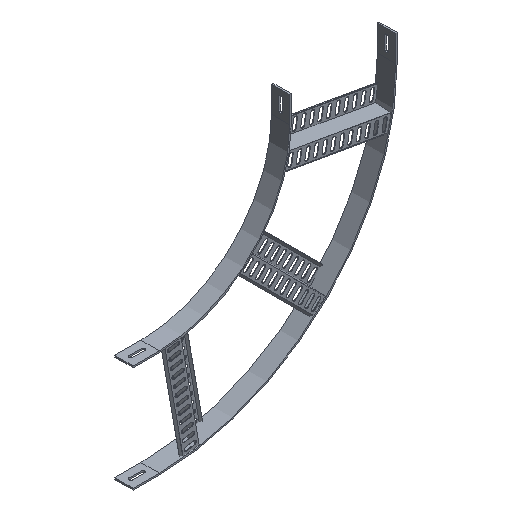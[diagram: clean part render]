
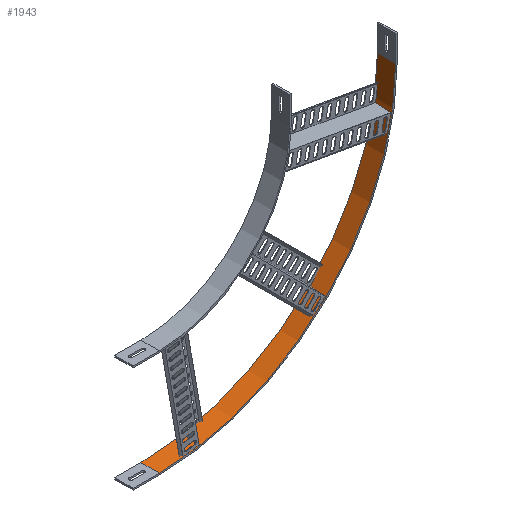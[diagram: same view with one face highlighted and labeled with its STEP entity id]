
A CAD part, isometric view. The second image highlights one B-rep face of the part: STEP entity #1943.
In plain terms, the highlighted cylindrical face has radius 453 mm (diameter 906 mm), a partial arc.
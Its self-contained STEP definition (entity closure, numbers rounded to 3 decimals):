
#329 = LINE ( 'NONE', #8164, #1293 ) ;
#355 = FACE_OUTER_BOUND ( 'NONE', #5871, .T. ) ;
#462 = DIRECTION ( 'NONE',  ( 0., 1., 0. ) ) ;
#587 = ORIENTED_EDGE ( 'NONE', *, *, #2001, .T. ) ;
#679 = LINE ( 'NONE', #1118, #5941 ) ;
#737 = AXIS2_PLACEMENT_3D ( 'NONE', #5104, #1005, #5743 ) ;
#1005 = DIRECTION ( 'NONE',  ( 0., -1., 0. ) ) ;
#1024 = CARTESIAN_POINT ( 'NONE',  ( 0., -35., 0. ) ) ;
#1118 = CARTESIAN_POINT ( 'NONE',  ( 453., -35., 0. ) ) ;
#1157 = VERTEX_POINT ( 'NONE', #3606 ) ;
#1293 = VECTOR ( 'NONE', #4088, 1000. ) ;
#1394 = EDGE_CURVE ( 'NONE', #2938, #6586, #6158, .T. ) ;
#1490 = CARTESIAN_POINT ( 'NONE',  ( 0., 0., -453. ) ) ;
#1536 = AXIS2_PLACEMENT_3D ( 'NONE', #8750, #8689, #5188 ) ;
#1788 = ORIENTED_EDGE ( 'NONE', *, *, #3768, .F. ) ;
#1837 = DIRECTION ( 'NONE',  ( 0., 1., 0. ) ) ;
#1943 = ADVANCED_FACE ( 'NONE', ( #355 ), #7448, .F. ) ;
#2001 = EDGE_CURVE ( 'NONE', #6586, #1157, #679, .T. ) ;
#2938 = VERTEX_POINT ( 'NONE', #4805 ) ;
#2989 = AXIS2_PLACEMENT_3D ( 'NONE', #1024, #1837, #8808 ) ;
#3606 = CARTESIAN_POINT ( 'NONE',  ( 453., 0., 0. ) ) ;
#3768 = EDGE_CURVE ( 'NONE', #2938, #6853, #329, .T. ) ;
#4088 = DIRECTION ( 'NONE',  ( 0., 1., 0. ) ) ;
#4523 = CIRCLE ( 'NONE', #737, 453. ) ;
#4805 = CARTESIAN_POINT ( 'NONE',  ( 0., -35., -453. ) ) ;
#5104 = CARTESIAN_POINT ( 'NONE',  ( 0., 0., 0. ) ) ;
#5188 = DIRECTION ( 'NONE',  ( 0., 0., -1. ) ) ;
#5743 = DIRECTION ( 'NONE',  ( 0., 0., -1. ) ) ;
#5871 = EDGE_LOOP ( 'NONE', ( #7514, #1788, #8752, #587 ) ) ;
#5941 = VECTOR ( 'NONE', #462, 1000. ) ;
#6028 = CARTESIAN_POINT ( 'NONE',  ( 453., -35., 0. ) ) ;
#6158 = CIRCLE ( 'NONE', #1536, 453. ) ;
#6586 = VERTEX_POINT ( 'NONE', #6028 ) ;
#6853 = VERTEX_POINT ( 'NONE', #1490 ) ;
#7448 = CYLINDRICAL_SURFACE ( 'NONE', #2989, 453. ) ;
#7514 = ORIENTED_EDGE ( 'NONE', *, *, #7932, .F. ) ;
#7932 = EDGE_CURVE ( 'NONE', #6853, #1157, #4523, .T. ) ;
#8164 = CARTESIAN_POINT ( 'NONE',  ( 0., -35., -453. ) ) ;
#8689 = DIRECTION ( 'NONE',  ( 0., -1., 0. ) ) ;
#8750 = CARTESIAN_POINT ( 'NONE',  ( 0., -35., 0. ) ) ;
#8752 = ORIENTED_EDGE ( 'NONE', *, *, #1394, .T. ) ;
#8808 = DIRECTION ( 'NONE',  ( 0., 0., 1. ) ) ;
